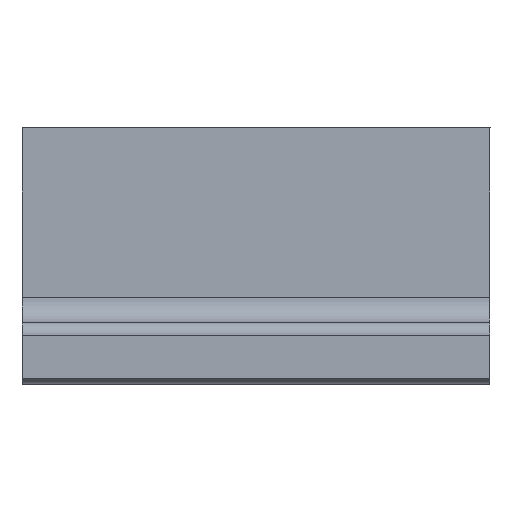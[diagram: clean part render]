
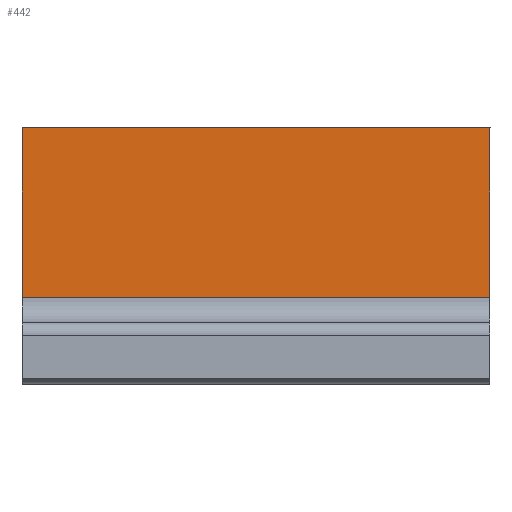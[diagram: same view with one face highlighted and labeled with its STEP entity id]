
A CAD part, left-side view. The second image highlights one B-rep face of the part: STEP entity #442.
In plain terms, the highlighted planar face has unit normal (-1, 0, 0).
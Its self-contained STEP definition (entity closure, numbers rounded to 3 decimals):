
#46=FACE_OUTER_BOUND('',#70,.T.);
#70=EDGE_LOOP('',(#299,#300,#301,#302));
#94=LINE('',#665,#140);
#97=LINE('',#671,#143);
#98=LINE('',#673,#144);
#99=LINE('',#674,#145);
#140=VECTOR('',#528,1000.);
#143=VECTOR('',#533,1000.);
#144=VECTOR('',#534,1000.);
#145=VECTOR('',#535,1000.);
#186=VERTEX_POINT('',#662);
#187=VERTEX_POINT('',#664);
#189=VERTEX_POINT('',#670);
#190=VERTEX_POINT('',#672);
#230=EDGE_CURVE('',#187,#186,#94,.T.);
#233=EDGE_CURVE('',#186,#189,#97,.T.);
#234=EDGE_CURVE('',#190,#189,#98,.T.);
#235=EDGE_CURVE('',#187,#190,#99,.T.);
#299=ORIENTED_EDGE('',*,*,#233,.T.);
#300=ORIENTED_EDGE('',*,*,#234,.F.);
#301=ORIENTED_EDGE('',*,*,#235,.F.);
#302=ORIENTED_EDGE('',*,*,#230,.T.);
#428=PLANE('',#480);
#442=ADVANCED_FACE('',(#46),#428,.F.);
#480=AXIS2_PLACEMENT_3D('',#669,#531,#532);
#528=DIRECTION('',(0.,1.,0.));
#531=DIRECTION('center_axis',(1.,0.,0.));
#532=DIRECTION('ref_axis',(0.,1.,0.));
#533=DIRECTION('',(0.,0.,-1.));
#534=DIRECTION('',(0.,1.,0.));
#535=DIRECTION('',(0.,0.,-1.));
#662=CARTESIAN_POINT('',(-109.493,33.875,5.019));
#664=CARTESIAN_POINT('',(-109.493,21.475,5.019));
#665=CARTESIAN_POINT('',(-109.493,21.475,5.019));
#669=CARTESIAN_POINT('Origin',(-109.493,21.475,0.52));
#670=CARTESIAN_POINT('',(-109.493,33.875,0.52));
#671=CARTESIAN_POINT('',(-109.493,33.875,0.52));
#672=CARTESIAN_POINT('',(-109.493,21.475,0.52));
#673=CARTESIAN_POINT('',(-109.493,21.475,0.52));
#674=CARTESIAN_POINT('',(-109.493,21.475,0.52));
